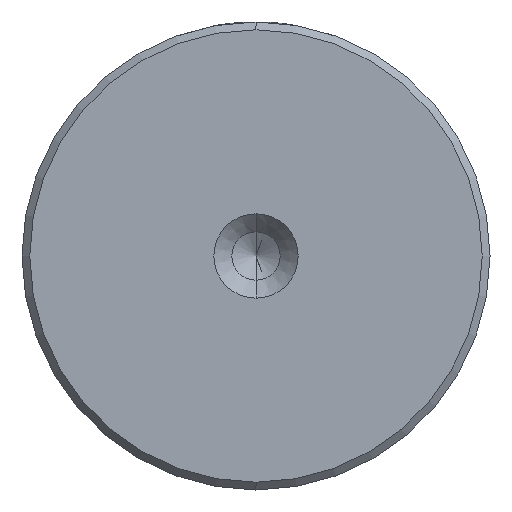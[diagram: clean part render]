
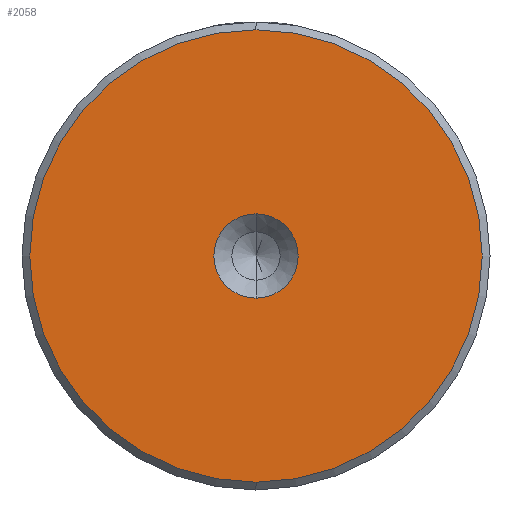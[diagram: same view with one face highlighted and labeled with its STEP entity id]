
A CAD part, left-side view. The second image highlights one B-rep face of the part: STEP entity #2058.
In plain terms, the highlighted planar face has unit normal (-1, 0, 0).
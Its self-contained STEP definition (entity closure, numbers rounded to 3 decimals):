
#156 = DIRECTION ( 'NONE',  ( -1., 0., 0. ) ) ;
#165 = FACE_BOUND ( 'NONE', #705, .T. ) ;
#429 = ORIENTED_EDGE ( 'NONE', *, *, #539, .T. ) ;
#432 = CIRCLE ( 'NONE', #536, 2.7 ) ;
#536 = AXIS2_PLACEMENT_3D ( 'NONE', #681, #1826, #846 ) ;
#539 = EDGE_CURVE ( 'NONE', #1681, #1896, #1311, .T. ) ;
#549 = CARTESIAN_POINT ( 'NONE',  ( 0., 0., 14.5 ) ) ;
#656 = VERTEX_POINT ( 'NONE', #972 ) ;
#681 = CARTESIAN_POINT ( 'NONE',  ( 0., 0., 0. ) ) ;
#698 = AXIS2_PLACEMENT_3D ( 'NONE', #901, #893, #887 ) ;
#705 = EDGE_LOOP ( 'NONE', ( #1040, #1754 ) ) ;
#726 = AXIS2_PLACEMENT_3D ( 'NONE', #1002, #156, #1317 ) ;
#792 = CARTESIAN_POINT ( 'NONE',  ( 0., 0., 0. ) ) ;
#846 = DIRECTION ( 'NONE',  ( 0., 0., 1. ) ) ;
#887 = DIRECTION ( 'NONE',  ( 0., 0., 1. ) ) ;
#893 = DIRECTION ( 'NONE',  ( -1., 0., 0. ) ) ;
#901 = CARTESIAN_POINT ( 'NONE',  ( 0., 0., 0. ) ) ;
#918 = DIRECTION ( 'NONE',  ( -1., 0., 0. ) ) ;
#955 = DIRECTION ( 'NONE',  ( 0., 0., 1. ) ) ;
#972 = CARTESIAN_POINT ( 'NONE',  ( 0., 0., -2.7 ) ) ;
#1002 = CARTESIAN_POINT ( 'NONE',  ( 0., 0., 0. ) ) ;
#1019 = EDGE_CURVE ( 'NONE', #1896, #1681, #1079, .T. ) ;
#1040 = ORIENTED_EDGE ( 'NONE', *, *, #1780, .F. ) ;
#1079 = CIRCLE ( 'NONE', #1451, 14.5 ) ;
#1127 = EDGE_LOOP ( 'NONE', ( #1457, #429 ) ) ;
#1146 = PLANE ( 'NONE',  #726 ) ;
#1171 = EDGE_CURVE ( 'NONE', #656, #1572, #432, .T. ) ;
#1311 = CIRCLE ( 'NONE', #698, 14.5 ) ;
#1317 = DIRECTION ( 'NONE',  ( 0., 0., 1. ) ) ;
#1437 = CARTESIAN_POINT ( 'NONE',  ( 0., 0., -14.5 ) ) ;
#1451 = AXIS2_PLACEMENT_3D ( 'NONE', #792, #1934, #955 ) ;
#1457 = ORIENTED_EDGE ( 'NONE', *, *, #1019, .T. ) ;
#1497 = FACE_OUTER_BOUND ( 'NONE', #1127, .T. ) ;
#1572 = VERTEX_POINT ( 'NONE', #1677 ) ;
#1677 = CARTESIAN_POINT ( 'NONE',  ( 0., 0., 2.7 ) ) ;
#1681 = VERTEX_POINT ( 'NONE', #549 ) ;
#1754 = ORIENTED_EDGE ( 'NONE', *, *, #1171, .F. ) ;
#1780 = EDGE_CURVE ( 'NONE', #1572, #656, #1859, .T. ) ;
#1826 = DIRECTION ( 'NONE',  ( -1., 0., 0. ) ) ;
#1859 = CIRCLE ( 'NONE', #2016, 2.7 ) ;
#1896 = VERTEX_POINT ( 'NONE', #1437 ) ;
#1898 = CARTESIAN_POINT ( 'NONE',  ( 0., 0., 0. ) ) ;
#1934 = DIRECTION ( 'NONE',  ( -1., 0., 0. ) ) ;
#2016 = AXIS2_PLACEMENT_3D ( 'NONE', #1898, #918, #2059 ) ;
#2058 = ADVANCED_FACE ( 'NONE', ( #1497, #165 ), #1146, .T. ) ;
#2059 = DIRECTION ( 'NONE',  ( 0., 0., 1. ) ) ;
